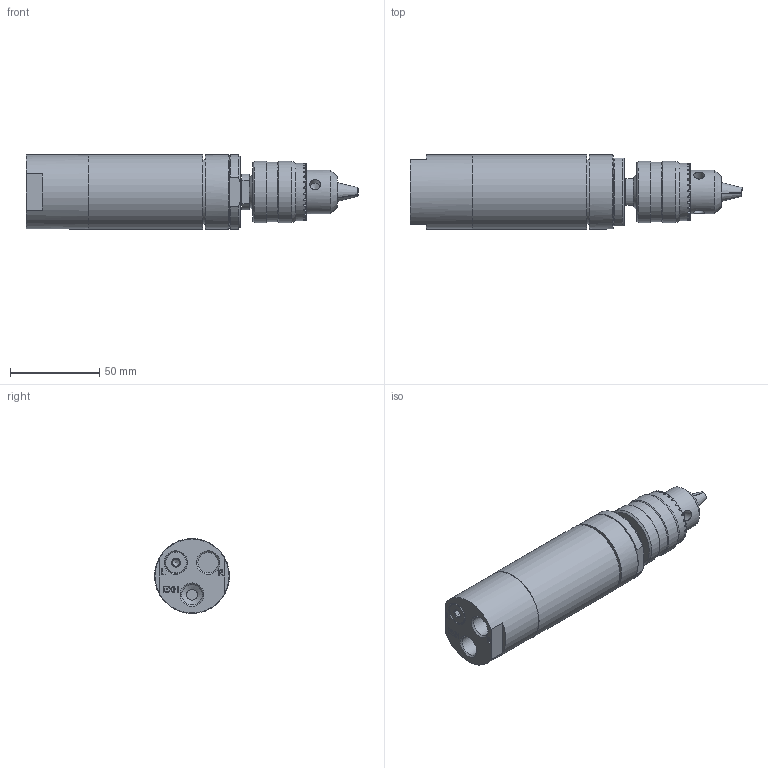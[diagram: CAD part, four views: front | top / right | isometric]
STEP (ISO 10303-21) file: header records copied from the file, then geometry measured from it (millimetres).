
FILE_DESCRIPTION(/* description */ (''),/* implementation_level */ '2;1');
FILE_NAME(/* name */ 'EBM 38-2900 B_60019477_MRD.stp',/* time_stamp */ '2016-11-11T11:44:30+01:00',/* author */ ('ibasyouni'),/* organization */ (''),/* preprocessor_version */ 'ST-DEVELOPER v16.1',/* originating_system */ 'Autodesk Inventor 2016',/* authorisation */ '');
FILE_SCHEMA (('AUTOMOTIVE_DESIGN { 1 0 10303 214 3 1 1 }'));
Length unit declared in the file: millimetre
Products named in the file (1): EBM 38-2900 B_60019477_MRD
Bounding box: 186 x 42 x 42 mm (x, y, z)
Volume: 194024 mm3; surface area: 29153.9 mm2
Topology: 1 solids, 4 shells, 357 faces, 946 edges, 614 vertices
Faces by surface type: plane 233, cylinder 58, cone 57, bspline 7, torus 2
Full cylindrical faces by diameter (mm): 1.5 x1, 4 x1, 6 x4, 8.382 x1, 9.525 x1, 9.75 x1, 11.445 x3, 14.95 x1, 16 x1, 23 x1, 24.5 x1, 32 x1, 33.5 x1, 34.5 x2, 36 x1, 41.5 x2, 42 x1
Entity records: 11550 total; most frequent: CARTESIAN_POINT 2720, ORIENTED_EDGE 1754, DIRECTION 1720, EDGE_CURVE 877, AXIS2_PLACEMENT_3D 625, VERTEX_POINT 591, LINE 470, VECTOR 470
